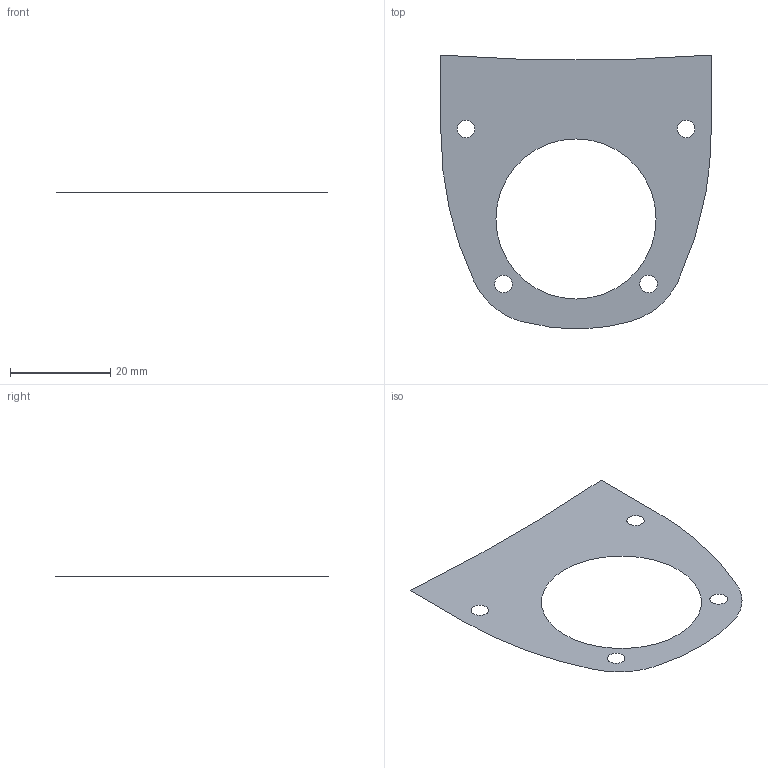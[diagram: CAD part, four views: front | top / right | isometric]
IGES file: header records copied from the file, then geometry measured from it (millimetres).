
Start section: Dassault Systemes - www.3ds.com
Global section: file name: Platte_2 ---.igs; native system: DASSAULT SYSTEMES CATIA V6R2013.HF89 - www.3ds.com; preprocessor: V6R2013.HF89 B6.213.89.0_20151016T200013Z; author: FL_01; organization: FACHLAB0; date: 20151104.133355; units: millimetre
Bounding box: 54 x 54.72 x 0 mm (x, y, z)
Surface area: 1728.4 mm2 (no closed solid volume)
Topology: 0 solids, 0 shells, 1 faces, 18 edges, 18 vertices
Faces by surface type: plane 1
